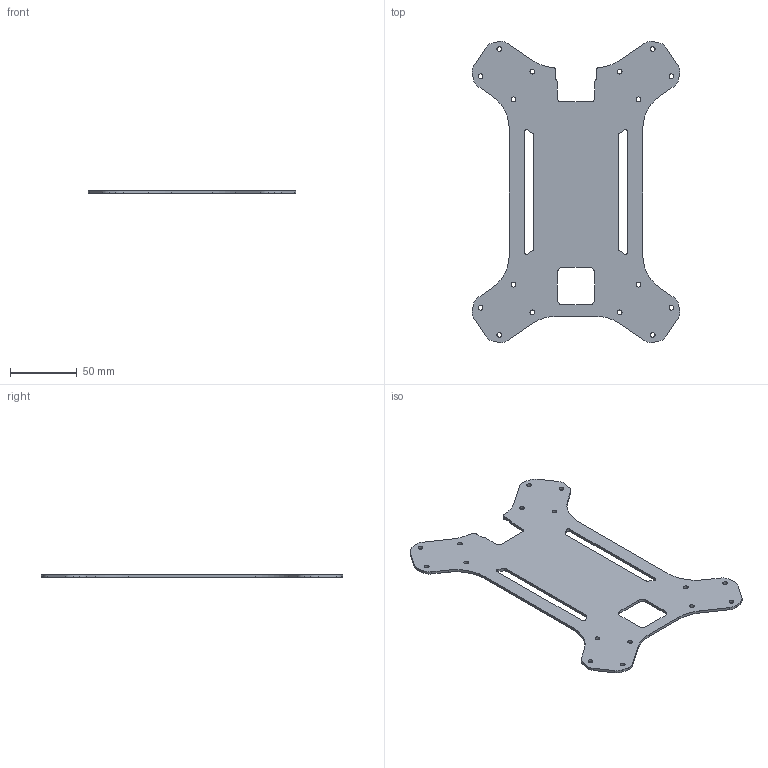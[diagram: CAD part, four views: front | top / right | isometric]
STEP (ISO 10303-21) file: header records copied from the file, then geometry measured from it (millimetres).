
FILE_DESCRIPTION(/* description */ (''),/* implementation_level */ '2;1');
FILE_NAME(/* name */ 'Airframe Top.step',/* time_stamp */ '2024-09-09T05:14:18-04:00',/* author */ (''),/* organization */ (''),/* preprocessor_version */ 'ST-DEVELOPER v20',/* originating_system */ 'Autodesk Translation Framework v13.14.0.145',/* authorisation */ '');
FILE_SCHEMA (('AUTOMOTIVE_DESIGN { 1 0 10303 214 3 1 1 }'));
Length unit declared in the file: millimetre
Products named in the file (1): Airframe Top
Bounding box: 155.53 x 225.45 x 2 mm (x, y, z)
Volume: 41089.2 mm3; surface area: 44092.2 mm2
Topology: 1 solids, 1 shells, 108 faces, 318 edges, 212 vertices
Faces by surface type: cylinder 66, plane 42
Full cylindrical faces by diameter (mm): 3.5 x16
Entity records: 3770 total; most frequent: DIRECTION 668, CARTESIAN_POINT 639, ORIENTED_EDGE 636, EDGE_CURVE 318, AXIS2_PLACEMENT_3D 241, VERTEX_POINT 212, LINE 186, VECTOR 186
